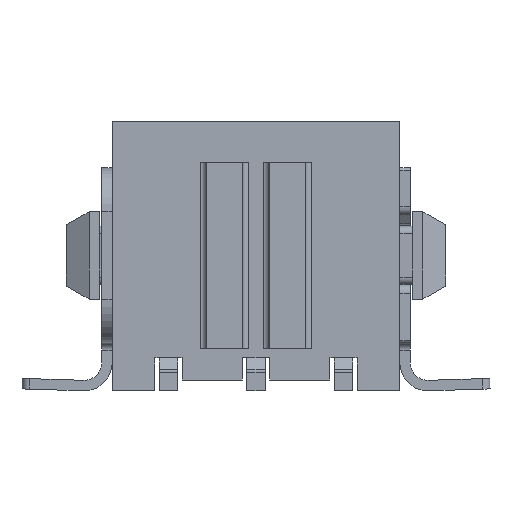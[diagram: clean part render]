
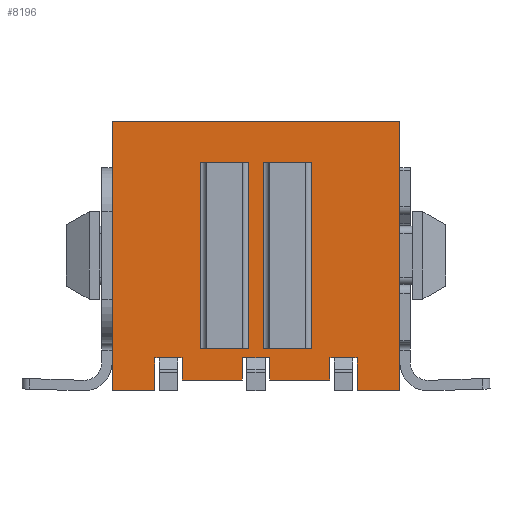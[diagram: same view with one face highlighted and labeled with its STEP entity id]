
A CAD part, front view. The second image highlights one B-rep face of the part: STEP entity #8196.
In plain terms, the highlighted planar face has unit normal (0, -1, 0).
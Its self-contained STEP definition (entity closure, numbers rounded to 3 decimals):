
#150=DIRECTION('',(-1.,0.,0.));
#151=VECTOR('',#150,9.86);
#152=CARTESIAN_POINT('',(4.93,-3.43,0.));
#153=LINE('',#152,#151);
#1731=DIRECTION('',(0.,0.,-1.));
#1732=VECTOR('',#1731,1.13);
#1733=CARTESIAN_POINT('',(3.465,-3.43,-8.11));
#1734=LINE('',#1733,#1732);
#1759=DIRECTION('',(1.,0.,0.));
#1760=VECTOR('',#1759,1.65);
#1761=CARTESIAN_POINT('',(-1.9,-3.43,-7.8));
#1762=LINE('',#1761,#1760);
#1766=DIRECTION('',(0.,0.,1.));
#1767=VECTOR('',#1766,6.4);
#1768=CARTESIAN_POINT('',(-0.25,-3.43,-7.8));
#1769=LINE('',#1768,#1767);
#1773=DIRECTION('',(1.,0.,0.));
#1774=VECTOR('',#1773,1.65);
#1775=CARTESIAN_POINT('',(-1.9,-3.43,-1.4));
#1776=LINE('',#1775,#1774);
#1780=DIRECTION('',(0.,0.,1.));
#1781=VECTOR('',#1780,6.4);
#1782=CARTESIAN_POINT('',(-1.9,-3.43,-7.8));
#1783=LINE('',#1782,#1781);
#1787=DIRECTION('',(1.,0.,0.));
#1788=VECTOR('',#1787,1.65);
#1789=CARTESIAN_POINT('',(0.25,-3.43,-7.8));
#1790=LINE('',#1789,#1788);
#1794=DIRECTION('',(0.,0.,1.));
#1795=VECTOR('',#1794,6.4);
#1796=CARTESIAN_POINT('',(1.9,-3.43,-7.8));
#1797=LINE('',#1796,#1795);
#1801=DIRECTION('',(1.,0.,0.));
#1802=VECTOR('',#1801,1.65);
#1803=CARTESIAN_POINT('',(0.25,-3.43,-1.4));
#1804=LINE('',#1803,#1802);
#1808=DIRECTION('',(0.,0.,1.));
#1809=VECTOR('',#1808,6.4);
#1810=CARTESIAN_POINT('',(0.25,-3.43,-7.8));
#1811=LINE('',#1810,#1809);
#1815=DIRECTION('',(-1.,0.,0.));
#1816=VECTOR('',#1815,0.145);
#1817=CARTESIAN_POINT('',(-2.535,-3.43,-8.11));
#1818=LINE('',#1817,#1816);
#1822=DIRECTION('',(1.,0.,0.));
#1823=VECTOR('',#1822,0.64);
#1824=CARTESIAN_POINT('',(-3.32,-3.43,-8.11));
#1825=LINE('',#1824,#1823);
#1829=DIRECTION('',(-1.,0.,0.));
#1830=VECTOR('',#1829,0.145);
#1831=CARTESIAN_POINT('',(-3.32,-3.43,-8.11));
#1832=LINE('',#1831,#1830);
#1836=DIRECTION('',(0.,0.,1.));
#1837=VECTOR('',#1836,9.24);
#1838=CARTESIAN_POINT('',(-4.93,-3.43,-9.24));
#1839=LINE('',#1838,#1837);
#1843=DIRECTION('',(0.,0.,-1.));
#1844=VECTOR('',#1843,9.24);
#1845=CARTESIAN_POINT('',(4.93,-3.43,0.));
#1846=LINE('',#1845,#1844);
#1850=DIRECTION('',(-1.,0.,0.));
#1851=VECTOR('',#1850,0.145);
#1852=CARTESIAN_POINT('',(3.465,-3.43,-8.11));
#1853=LINE('',#1852,#1851);
#1857=DIRECTION('',(1.,0.,0.));
#1858=VECTOR('',#1857,0.64);
#1859=CARTESIAN_POINT('',(2.68,-3.43,-8.11));
#1860=LINE('',#1859,#1858);
#1864=DIRECTION('',(-1.,0.,0.));
#1865=VECTOR('',#1864,0.145);
#1866=CARTESIAN_POINT('',(2.68,-3.43,-8.11));
#1867=LINE('',#1866,#1865);
#1871=DIRECTION('',(0.,0.,-1.));
#1872=VECTOR('',#1871,0.76);
#1873=CARTESIAN_POINT('',(2.535,-3.43,-8.11));
#1874=LINE('',#1873,#1872);
#1878=DIRECTION('',(1.,0.,0.));
#1879=VECTOR('',#1878,2.07);
#1880=CARTESIAN_POINT('',(0.465,-3.43,-8.87));
#1881=LINE('',#1880,#1879);
#1885=DIRECTION('',(0.,0.,1.));
#1886=VECTOR('',#1885,0.76);
#1887=CARTESIAN_POINT('',(0.465,-3.43,-8.87));
#1888=LINE('',#1887,#1886);
#1892=DIRECTION('',(-1.,0.,0.));
#1893=VECTOR('',#1892,0.145);
#1894=CARTESIAN_POINT('',(0.465,-3.43,-8.11));
#1895=LINE('',#1894,#1893);
#1899=DIRECTION('',(1.,0.,0.));
#1900=VECTOR('',#1899,0.64);
#1901=CARTESIAN_POINT('',(-0.32,-3.43,-8.11));
#1902=LINE('',#1901,#1900);
#1906=DIRECTION('',(-1.,0.,0.));
#1907=VECTOR('',#1906,0.145);
#1908=CARTESIAN_POINT('',(-0.32,-3.43,-8.11));
#1909=LINE('',#1908,#1907);
#1913=DIRECTION('',(0.,0.,-1.));
#1914=VECTOR('',#1913,0.76);
#1915=CARTESIAN_POINT('',(-0.465,-3.43,-8.11));
#1916=LINE('',#1915,#1914);
#1920=DIRECTION('',(1.,0.,0.));
#1921=VECTOR('',#1920,2.07);
#1922=CARTESIAN_POINT('',(-2.535,-3.43,-8.87));
#1923=LINE('',#1922,#1921);
#1927=DIRECTION('',(0.,0.,1.));
#1928=VECTOR('',#1927,0.76);
#1929=CARTESIAN_POINT('',(-2.535,-3.43,-8.87));
#1930=LINE('',#1929,#1928);
#2913=DIRECTION('',(0.,0.,1.));
#2914=VECTOR('',#2913,1.13);
#2915=CARTESIAN_POINT('',(-3.465,-3.43,-9.24));
#2916=LINE('',#2915,#2914);
#3018=DIRECTION('',(-1.,0.,0.));
#3019=VECTOR('',#3018,1.465);
#3020=CARTESIAN_POINT('',(-3.465,-3.43,-9.24));
#3021=LINE('',#3020,#3019);
#3053=DIRECTION('',(-1.,0.,0.));
#3054=VECTOR('',#3053,1.465);
#3055=CARTESIAN_POINT('',(4.93,-3.43,-9.24));
#3056=LINE('',#3055,#3054);
#6130=CARTESIAN_POINT('',(4.93,-3.43,0.));
#6131=CARTESIAN_POINT('',(-4.93,-3.43,0.));
#6132=VERTEX_POINT('',#6130);
#6133=VERTEX_POINT('',#6131);
#6200=CARTESIAN_POINT('',(-1.9,-3.43,-7.8));
#6201=CARTESIAN_POINT('',(-0.25,-3.43,-7.8));
#6202=VERTEX_POINT('',#6200);
#6203=VERTEX_POINT('',#6201);
#6204=CARTESIAN_POINT('',(0.25,-3.43,-7.8));
#6205=CARTESIAN_POINT('',(1.9,-3.43,-7.8));
#6206=VERTEX_POINT('',#6204);
#6207=VERTEX_POINT('',#6205);
#6208=CARTESIAN_POINT('',(-1.9,-3.43,-1.4));
#6209=CARTESIAN_POINT('',(-0.25,-3.43,-1.4));
#6210=VERTEX_POINT('',#6208);
#6211=VERTEX_POINT('',#6209);
#6212=CARTESIAN_POINT('',(0.25,-3.43,-1.4));
#6213=CARTESIAN_POINT('',(1.9,-3.43,-1.4));
#6214=VERTEX_POINT('',#6212);
#6215=VERTEX_POINT('',#6213);
#6450=CARTESIAN_POINT('',(2.68,-3.43,-8.11));
#6452=VERTEX_POINT('',#6450);
#6459=CARTESIAN_POINT('',(3.32,-3.43,-8.11));
#6461=VERTEX_POINT('',#6459);
#6642=CARTESIAN_POINT('',(-3.465,-3.43,-9.24));
#6643=VERTEX_POINT('',#6642);
#6644=CARTESIAN_POINT('',(-4.93,-3.43,-9.24));
#6645=VERTEX_POINT('',#6644);
#6647=CARTESIAN_POINT('',(4.93,-3.43,-9.24));
#6649=VERTEX_POINT('',#6647);
#6650=CARTESIAN_POINT('',(3.465,-3.43,-9.24));
#6651=VERTEX_POINT('',#6650);
#6788=CARTESIAN_POINT('',(2.535,-3.43,-8.11));
#6789=CARTESIAN_POINT('',(2.535,-3.43,-8.87));
#6790=VERTEX_POINT('',#6788);
#6791=VERTEX_POINT('',#6789);
#6808=CARTESIAN_POINT('',(3.465,-3.43,-8.11));
#6809=VERTEX_POINT('',#6808);
#6812=CARTESIAN_POINT('',(0.465,-3.43,-8.87));
#6813=CARTESIAN_POINT('',(0.465,-3.43,-8.11));
#6814=VERTEX_POINT('',#6812);
#6815=VERTEX_POINT('',#6813);
#6816=CARTESIAN_POINT('',(-0.465,-3.43,-8.11));
#6817=CARTESIAN_POINT('',(-0.465,-3.43,-8.87));
#6818=VERTEX_POINT('',#6816);
#6819=VERTEX_POINT('',#6817);
#6844=CARTESIAN_POINT('',(-2.535,-3.43,-8.87));
#6845=CARTESIAN_POINT('',(-2.535,-3.43,-8.11));
#6846=VERTEX_POINT('',#6844);
#6847=VERTEX_POINT('',#6845);
#6864=CARTESIAN_POINT('',(-3.465,-3.43,-8.11));
#6865=VERTEX_POINT('',#6864);
#7108=CARTESIAN_POINT('',(-0.32,-3.43,-8.11));
#7109=VERTEX_POINT('',#7108);
#7112=CARTESIAN_POINT('',(0.32,-3.43,-8.11));
#7113=VERTEX_POINT('',#7112);
#7116=CARTESIAN_POINT('',(-3.32,-3.43,-8.11));
#7117=VERTEX_POINT('',#7116);
#7120=CARTESIAN_POINT('',(-2.68,-3.43,-8.11));
#7121=VERTEX_POINT('',#7120);
#8134=CARTESIAN_POINT('',(4.93,-3.43,0.));
#8135=DIRECTION('',(0.,-1.,0.));
#8136=DIRECTION('',(-1.,0.,0.));
#8137=AXIS2_PLACEMENT_3D('',#8134,#8135,#8136);
#8138=PLANE('',#8137);
#8139=ORIENTED_EDGE('',*,*,#7955,.T.);
#8141=ORIENTED_EDGE('',*,*,#8140,.F.);
#8142=ORIENTED_EDGE('',*,*,#7947,.T.);
#8144=ORIENTED_EDGE('',*,*,#8143,.F.);
#8146=ORIENTED_EDGE('',*,*,#8145,.T.);
#8147=ORIENTED_EDGE('',*,*,#7574,.T.);
#8148=ORIENTED_EDGE('',*,*,#7233,.F.);
#8150=ORIENTED_EDGE('',*,*,#8149,.T.);
#8152=ORIENTED_EDGE('',*,*,#8151,.T.);
#8153=ORIENTED_EDGE('',*,*,#8111,.F.);
#8154=ORIENTED_EDGE('',*,*,#7987,.T.);
#8156=ORIENTED_EDGE('',*,*,#8155,.F.);
#8157=ORIENTED_EDGE('',*,*,#7979,.T.);
#8159=ORIENTED_EDGE('',*,*,#8158,.T.);
#8161=ORIENTED_EDGE('',*,*,#8160,.F.);
#8163=ORIENTED_EDGE('',*,*,#8162,.T.);
#8164=ORIENTED_EDGE('',*,*,#7971,.T.);
#8166=ORIENTED_EDGE('',*,*,#8165,.F.);
#8167=ORIENTED_EDGE('',*,*,#7963,.T.);
#8169=ORIENTED_EDGE('',*,*,#8168,.T.);
#8171=ORIENTED_EDGE('',*,*,#8170,.F.);
#8173=ORIENTED_EDGE('',*,*,#8172,.T.);
#8174=EDGE_LOOP('',(#8139,#8141,#8142,#8144,#8146,#8147,#8148,#8150,#8152,#8153,
#8154,#8156,#8157,#8159,#8161,#8163,#8164,#8166,#8167,#8169,#8171,#8173));
#8175=FACE_OUTER_BOUND('',#8174,.F.);
#8177=ORIENTED_EDGE('',*,*,#8176,.T.);
#8179=ORIENTED_EDGE('',*,*,#8178,.T.);
#8181=ORIENTED_EDGE('',*,*,#8180,.F.);
#8183=ORIENTED_EDGE('',*,*,#8182,.F.);
#8184=EDGE_LOOP('',(#8177,#8179,#8181,#8183));
#8185=FACE_BOUND('',#8184,.F.);
#8187=ORIENTED_EDGE('',*,*,#8186,.T.);
#8189=ORIENTED_EDGE('',*,*,#8188,.T.);
#8191=ORIENTED_EDGE('',*,*,#8190,.F.);
#8193=ORIENTED_EDGE('',*,*,#8192,.F.);
#8194=EDGE_LOOP('',(#8187,#8189,#8191,#8193));
#8195=FACE_BOUND('',#8194,.F.);
#7233=EDGE_CURVE('',#6132,#6133,#153,.T.);
#7574=EDGE_CURVE('',#6645,#6133,#1839,.T.);
#7947=EDGE_CURVE('',#7117,#6865,#1832,.T.);
#7955=EDGE_CURVE('',#6847,#7121,#1818,.T.);
#7963=EDGE_CURVE('',#7109,#6818,#1909,.T.);
#7971=EDGE_CURVE('',#6815,#7113,#1895,.T.);
#7979=EDGE_CURVE('',#6452,#6790,#1867,.T.);
#7987=EDGE_CURVE('',#6809,#6461,#1853,.T.);
#8111=EDGE_CURVE('',#6809,#6651,#1734,.T.);
#8140=EDGE_CURVE('',#7117,#7121,#1825,.T.);
#8143=EDGE_CURVE('',#6643,#6865,#2916,.T.);
#8145=EDGE_CURVE('',#6643,#6645,#3021,.T.);
#8149=EDGE_CURVE('',#6132,#6649,#1846,.T.);
#8151=EDGE_CURVE('',#6649,#6651,#3056,.T.);
#8155=EDGE_CURVE('',#6452,#6461,#1860,.T.);
#8158=EDGE_CURVE('',#6790,#6791,#1874,.T.);
#8160=EDGE_CURVE('',#6814,#6791,#1881,.T.);
#8162=EDGE_CURVE('',#6814,#6815,#1888,.T.);
#8165=EDGE_CURVE('',#7109,#7113,#1902,.T.);
#8168=EDGE_CURVE('',#6818,#6819,#1916,.T.);
#8170=EDGE_CURVE('',#6846,#6819,#1923,.T.);
#8172=EDGE_CURVE('',#6846,#6847,#1930,.T.);
#8176=EDGE_CURVE('',#6206,#6207,#1790,.T.);
#8178=EDGE_CURVE('',#6207,#6215,#1797,.T.);
#8180=EDGE_CURVE('',#6214,#6215,#1804,.T.);
#8182=EDGE_CURVE('',#6206,#6214,#1811,.T.);
#8186=EDGE_CURVE('',#6202,#6203,#1762,.T.);
#8188=EDGE_CURVE('',#6203,#6211,#1769,.T.);
#8190=EDGE_CURVE('',#6210,#6211,#1776,.T.);
#8192=EDGE_CURVE('',#6202,#6210,#1783,.T.);
#8196=ADVANCED_FACE('',(#8175,#8185,#8195),#8138,.T.);
